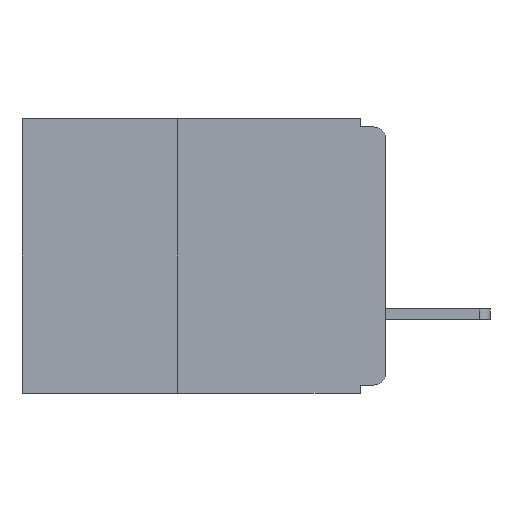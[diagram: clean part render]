
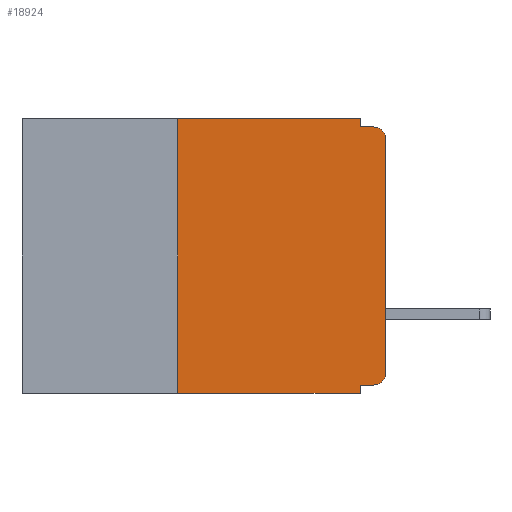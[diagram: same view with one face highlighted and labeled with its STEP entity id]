
A CAD part, left-side view. The second image highlights one B-rep face of the part: STEP entity #18924.
In plain terms, the highlighted planar face has unit normal (-1, 0, 0).
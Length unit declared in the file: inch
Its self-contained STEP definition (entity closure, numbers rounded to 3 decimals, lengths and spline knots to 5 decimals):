
#492 = ORIENTED_EDGE ( 'NONE', *, *, #2349, .T. ) ;
#649 = ORIENTED_EDGE ( 'NONE', *, *, #16138, .F. ) ;
#695 = LINE ( 'NONE', #29565, #7731 ) ;
#787 = DIRECTION ( 'NONE',  ( 0., 0., 1. ) ) ;
#857 = CARTESIAN_POINT ( 'NONE',  ( 0., 0.25, -0.33 ) ) ;
#910 = CARTESIAN_POINT ( 'NONE',  ( 0., 0.25, 0. ) ) ;
#947 = CARTESIAN_POINT ( 'NONE',  ( 0., 0.437, 0. ) ) ;
#1445 = ORIENTED_EDGE ( 'NONE', *, *, #32710, .F. ) ;
#1901 = DIRECTION ( 'NONE',  ( 0., 0., -1. ) ) ;
#2240 = DIRECTION ( 'NONE',  ( 0., -1., 0. ) ) ;
#2349 = EDGE_CURVE ( 'NONE', #11944, #8584, #16528, .T. ) ;
#2577 = VECTOR ( 'NONE', #787, 39.37008 ) ;
#2784 = CIRCLE ( 'NONE', #20739, 0.015 ) ;
#2809 = LINE ( 'NONE', #15390, #20732 ) ;
#3629 = DIRECTION ( 'NONE',  ( 0., 0., -1. ) ) ;
#4033 = ORIENTED_EDGE ( 'NONE', *, *, #11730, .F. ) ;
#4158 = VERTEX_POINT ( 'NONE', #23171 ) ;
#4534 = VERTEX_POINT ( 'NONE', #14463 ) ;
#4764 = VERTEX_POINT ( 'NONE', #8417 ) ;
#6010 = AXIS2_PLACEMENT_3D ( 'NONE', #947, #18941, #3629 ) ;
#7245 = CARTESIAN_POINT ( 'NONE',  ( 0., 0.031, 0. ) ) ;
#7731 = VECTOR ( 'NONE', #17276, 39.37008 ) ;
#8389 = CARTESIAN_POINT ( 'NONE',  ( 0., 0.031, 0. ) ) ;
#8417 = CARTESIAN_POINT ( 'NONE',  ( 0., 0.015, -0.32 ) ) ;
#8584 = VERTEX_POINT ( 'NONE', #13283 ) ;
#9355 = EDGE_CURVE ( 'NONE', #11944, #15889, #22042, .T. ) ;
#9473 = EDGE_LOOP ( 'NONE', ( #19731, #19383, #10105, #649, #4033, #21200, #492, #28227, #1445, #29216 ) ) ;
#10105 = ORIENTED_EDGE ( 'NONE', *, *, #20570, .F. ) ;
#11546 = EDGE_CURVE ( 'NONE', #14037, #4534, #695, .T. ) ;
#11730 = EDGE_CURVE ( 'NONE', #15889, #19570, #2809, .T. ) ;
#11744 = CARTESIAN_POINT ( 'NONE',  ( 0., 0., -0.305 ) ) ;
#11944 = VERTEX_POINT ( 'NONE', #23724 ) ;
#12274 = VECTOR ( 'NONE', #30164, 39.37008 ) ;
#12525 = CIRCLE ( 'NONE', #22164, 0.015 ) ;
#12742 = DIRECTION ( 'NONE',  ( -1., 0., 0. ) ) ;
#12803 = EDGE_CURVE ( 'NONE', #4764, #14037, #2784, .T. ) ;
#13157 = LINE ( 'NONE', #7245, #32104 ) ;
#13283 = CARTESIAN_POINT ( 'NONE',  ( 0., 0.031, -0.33 ) ) ;
#13614 = CARTESIAN_POINT ( 'NONE',  ( 0., 0., -0.32 ) ) ;
#14037 = VERTEX_POINT ( 'NONE', #11744 ) ;
#14463 = CARTESIAN_POINT ( 'NONE',  ( 0., 0., -0.025 ) ) ;
#14941 = VECTOR ( 'NONE', #26394, 39.37008 ) ;
#15390 = CARTESIAN_POINT ( 'NONE',  ( 0., 0.437, 0. ) ) ;
#15889 = VERTEX_POINT ( 'NONE', #910 ) ;
#16120 = DIRECTION ( 'NONE',  ( 0., 1., 0. ) ) ;
#16138 = EDGE_CURVE ( 'NONE', #19570, #23864, #13157, .T. ) ;
#16472 = CARTESIAN_POINT ( 'NONE',  ( 0., 0.031, -0.32 ) ) ;
#16528 = LINE ( 'NONE', #26333, #14941 ) ;
#17276 = DIRECTION ( 'NONE',  ( 0., 0., 1. ) ) ;
#17298 = DIRECTION ( 'NONE',  ( -1., 0., 0. ) ) ;
#17878 = CARTESIAN_POINT ( 'NONE',  ( 0., 0.031, -0.33 ) ) ;
#18924 = ADVANCED_FACE ( 'NONE', ( #27782 ), #26272, .F. ) ;
#18941 = DIRECTION ( 'NONE',  ( 1., 0., 0. ) ) ;
#19383 = ORIENTED_EDGE ( 'NONE', *, *, #24455, .T. ) ;
#19570 = VERTEX_POINT ( 'NONE', #8389 ) ;
#19731 = ORIENTED_EDGE ( 'NONE', *, *, #11546, .T. ) ;
#20106 = CARTESIAN_POINT ( 'NONE',  ( 0., 0., -0.01 ) ) ;
#20570 = EDGE_CURVE ( 'NONE', #23864, #4158, #30992, .T. ) ;
#20732 = VECTOR ( 'NONE', #27866, 39.37008 ) ;
#20739 = AXIS2_PLACEMENT_3D ( 'NONE', #32060, #17298, #1901 ) ;
#21200 = ORIENTED_EDGE ( 'NONE', *, *, #9355, .F. ) ;
#22042 = LINE ( 'NONE', #857, #2577 ) ;
#22164 = AXIS2_PLACEMENT_3D ( 'NONE', #27638, #12742, #30087 ) ;
#23171 = CARTESIAN_POINT ( 'NONE',  ( 0., 0.015, -0.01 ) ) ;
#23724 = CARTESIAN_POINT ( 'NONE',  ( 0., 0.25, -0.33 ) ) ;
#23864 = VERTEX_POINT ( 'NONE', #27122 ) ;
#24455 = EDGE_CURVE ( 'NONE', #4534, #4158, #12525, .T. ) ;
#26272 = PLANE ( 'NONE',  #6010 ) ;
#26333 = CARTESIAN_POINT ( 'NONE',  ( 0., 0.437, -0.33 ) ) ;
#26394 = DIRECTION ( 'NONE',  ( 0., -1., 0. ) ) ;
#27122 = CARTESIAN_POINT ( 'NONE',  ( 0., 0.031, -0.01 ) ) ;
#27638 = CARTESIAN_POINT ( 'NONE',  ( 0., 0.015, -0.025 ) ) ;
#27782 = FACE_OUTER_BOUND ( 'NONE', #9473, .T. ) ;
#27866 = DIRECTION ( 'NONE',  ( 0., -1., 0. ) ) ;
#28227 = ORIENTED_EDGE ( 'NONE', *, *, #28376, .F. ) ;
#28376 = EDGE_CURVE ( 'NONE', #30483, #8584, #31296, .T. ) ;
#29129 = VECTOR ( 'NONE', #16120, 39.37008 ) ;
#29216 = ORIENTED_EDGE ( 'NONE', *, *, #12803, .T. ) ;
#29438 = VECTOR ( 'NONE', #2240, 39.37008 ) ;
#29565 = CARTESIAN_POINT ( 'NONE',  ( 0., 0., 0. ) ) ;
#29903 = LINE ( 'NONE', #13614, #29129 ) ;
#30087 = DIRECTION ( 'NONE',  ( 0., 0., -1. ) ) ;
#30164 = DIRECTION ( 'NONE',  ( 0., 0., -1. ) ) ;
#30483 = VERTEX_POINT ( 'NONE', #16472 ) ;
#30992 = LINE ( 'NONE', #20106, #29438 ) ;
#31296 = LINE ( 'NONE', #17878, #12274 ) ;
#32060 = CARTESIAN_POINT ( 'NONE',  ( 0., 0.015, -0.305 ) ) ;
#32104 = VECTOR ( 'NONE', #32317, 39.37008 ) ;
#32317 = DIRECTION ( 'NONE',  ( 0., 0., -1. ) ) ;
#32710 = EDGE_CURVE ( 'NONE', #4764, #30483, #29903, .T. ) ;
